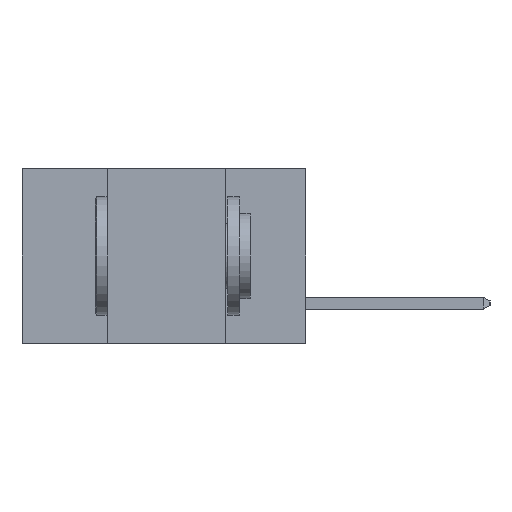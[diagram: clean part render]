
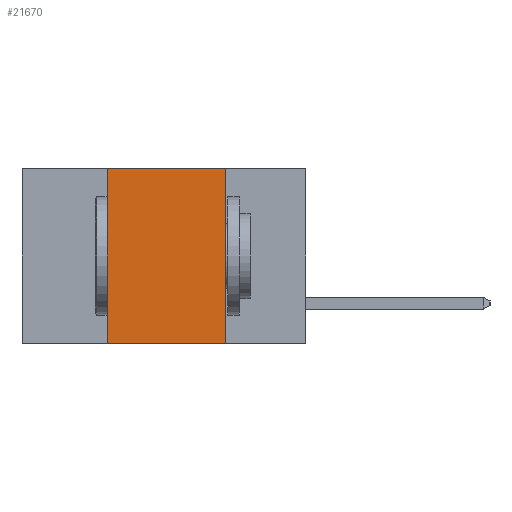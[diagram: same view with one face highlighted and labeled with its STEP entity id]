
A CAD part, left-side view. The second image highlights one B-rep face of the part: STEP entity #21670.
In plain terms, the highlighted planar face has unit normal (-1, 0, 0).
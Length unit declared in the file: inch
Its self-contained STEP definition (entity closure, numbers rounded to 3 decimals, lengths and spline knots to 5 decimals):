
#39 = CARTESIAN_POINT ( 'NONE',  ( 0., 0.42, 0. ) ) ;
#902 = DIRECTION ( 'NONE',  ( 0., 0., 1. ) ) ;
#1131 = VECTOR ( 'NONE', #5323, 39.37008 ) ;
#1194 = LINE ( 'NONE', #23378, #20181 ) ;
#1365 = ORIENTED_EDGE ( 'NONE', *, *, #6944, .F. ) ;
#1923 = DIRECTION ( 'NONE',  ( 0., 0., -1. ) ) ;
#1951 = LINE ( 'NONE', #22284, #16668 ) ;
#2095 = VECTOR ( 'NONE', #16744, 39.37008 ) ;
#2519 = ORIENTED_EDGE ( 'NONE', *, *, #10687, .F. ) ;
#2665 = LINE ( 'NONE', #16813, #2095 ) ;
#3916 = VERTEX_POINT ( 'NONE', #39 ) ;
#5323 = DIRECTION ( 'NONE',  ( 0., 0., -1. ) ) ;
#5360 = CARTESIAN_POINT ( 'NONE',  ( 0., 0.17, -0.37 ) ) ;
#5730 = EDGE_CURVE ( 'NONE', #5745, #18602, #2665, .T. ) ;
#5745 = VERTEX_POINT ( 'NONE', #16454 ) ;
#6876 = CARTESIAN_POINT ( 'NONE',  ( 0., 0.17, -0.37 ) ) ;
#6944 = EDGE_CURVE ( 'NONE', #5745, #3916, #1951, .T. ) ;
#7700 = CARTESIAN_POINT ( 'NONE',  ( 0., 0.17, 0. ) ) ;
#10687 = EDGE_CURVE ( 'NONE', #3916, #21789, #1194, .T. ) ;
#11840 = FACE_OUTER_BOUND ( 'NONE', #17439, .T. ) ;
#11908 = EDGE_CURVE ( 'NONE', #21789, #18602, #15863, .T. ) ;
#12971 = DIRECTION ( 'NONE',  ( 1., 0., 0. ) ) ;
#14673 = CARTESIAN_POINT ( 'NONE',  ( 0., 0.6, 0. ) ) ;
#15863 = LINE ( 'NONE', #5360, #1131 ) ;
#16454 = CARTESIAN_POINT ( 'NONE',  ( 0., 0.42, -0.37 ) ) ;
#16668 = VECTOR ( 'NONE', #902, 39.37008 ) ;
#16744 = DIRECTION ( 'NONE',  ( 0., -1., 0. ) ) ;
#16813 = CARTESIAN_POINT ( 'NONE',  ( 0., 0.6, -0.37 ) ) ;
#17439 = EDGE_LOOP ( 'NONE', ( #21146, #2519, #1365, #22539 ) ) ;
#17911 = AXIS2_PLACEMENT_3D ( 'NONE', #14673, #12971, #1923 ) ;
#18602 = VERTEX_POINT ( 'NONE', #6876 ) ;
#20181 = VECTOR ( 'NONE', #23496, 39.37008 ) ;
#20222 = PLANE ( 'NONE',  #17911 ) ;
#21146 = ORIENTED_EDGE ( 'NONE', *, *, #11908, .F. ) ;
#21670 = ADVANCED_FACE ( 'NONE', ( #11840 ), #20222, .F. ) ;
#21789 = VERTEX_POINT ( 'NONE', #7700 ) ;
#22284 = CARTESIAN_POINT ( 'NONE',  ( 0., 0.42, -0.37 ) ) ;
#22539 = ORIENTED_EDGE ( 'NONE', *, *, #5730, .T. ) ;
#23378 = CARTESIAN_POINT ( 'NONE',  ( 0., 0.6, 0. ) ) ;
#23496 = DIRECTION ( 'NONE',  ( 0., -1., 0. ) ) ;
